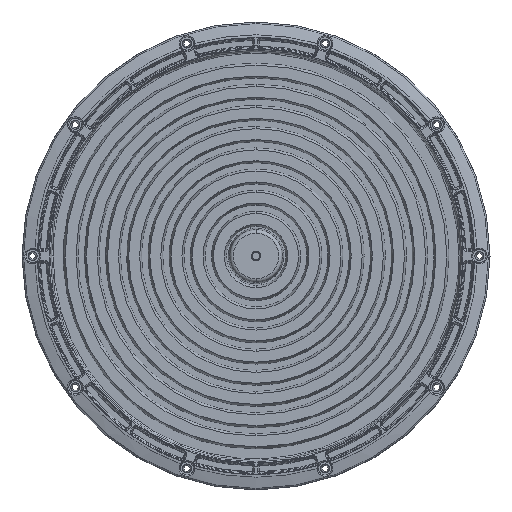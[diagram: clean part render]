
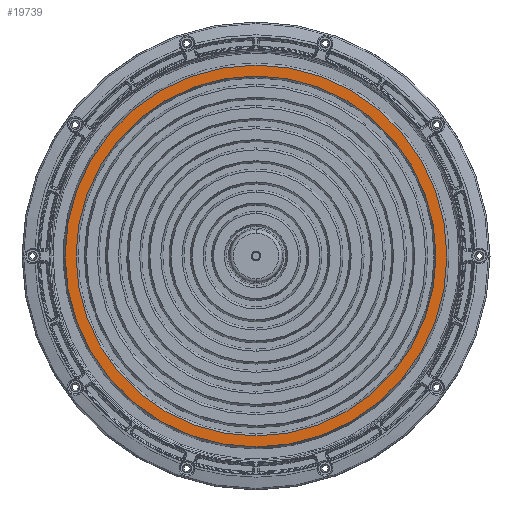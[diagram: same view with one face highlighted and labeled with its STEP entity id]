
A CAD part, top view. The second image highlights one B-rep face of the part: STEP entity #19739.
In plain terms, the highlighted planar face has unit normal (0, 0, 1).
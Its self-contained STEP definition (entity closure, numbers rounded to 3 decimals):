
#846 = EDGE_CURVE ( 'NONE', #8517, #59042, #19197, .T. ) ;
#2642 = PLANE ( 'NONE',  #2795 ) ;
#2795 = AXIS2_PLACEMENT_3D ( 'NONE', #23110, #43622, #64148 ) ;
#3638 = AXIS2_PLACEMENT_3D ( 'NONE', #7089, #22510, #43028 ) ;
#5359 = EDGE_CURVE ( 'NONE', #58285, #54794, #51613, .T. ) ;
#7089 = CARTESIAN_POINT ( 'NONE',  ( 0., 0., 6. ) ) ;
#7827 = DIRECTION ( 'NONE',  ( 0., 0., -1. ) ) ;
#8517 = VERTEX_POINT ( 'NONE', #45113 ) ;
#9741 = CARTESIAN_POINT ( 'NONE',  ( 0., 0., 6. ) ) ;
#12467 = EDGE_CURVE ( 'NONE', #54794, #58285, #20788, .T. ) ;
#14428 = CIRCLE ( 'NONE', #51992, 101.911 ) ;
#18830 = DIRECTION ( 'NONE',  ( 1., 0., 0. ) ) ;
#19197 = CIRCLE ( 'NONE', #33103, 101.911 ) ;
#19739 = ADVANCED_FACE ( 'NONE', ( #28152, #48659 ), #2642, .T. ) ;
#20788 = CIRCLE ( 'NONE', #3638, 108.089 ) ;
#22510 = DIRECTION ( 'NONE',  ( 0., 0., 1. ) ) ;
#22732 = CARTESIAN_POINT ( 'NONE',  ( 0., 108.089, 6. ) ) ;
#23110 = CARTESIAN_POINT ( 'NONE',  ( 0., 0., 6. ) ) ;
#28152 = FACE_OUTER_BOUND ( 'NONE', #44427, .T. ) ;
#28305 = DIRECTION ( 'NONE',  ( 1., 0., 0. ) ) ;
#30226 = DIRECTION ( 'NONE',  ( 0., 0., -1. ) ) ;
#31109 = ORIENTED_EDGE ( 'NONE', *, *, #846, .T. ) ;
#33103 = AXIS2_PLACEMENT_3D ( 'NONE', #53868, #7827, #28305 ) ;
#34117 = ORIENTED_EDGE ( 'NONE', *, *, #5359, .T. ) ;
#41384 = EDGE_LOOP ( 'NONE', ( #63628, #31109 ) ) ;
#43028 = DIRECTION ( 'NONE',  ( 1., 0., 0. ) ) ;
#43029 = AXIS2_PLACEMENT_3D ( 'NONE', #44369, #64897, #18830 ) ;
#43622 = DIRECTION ( 'NONE',  ( 0., 0., 1. ) ) ;
#44369 = CARTESIAN_POINT ( 'NONE',  ( 0., 0., 6. ) ) ;
#44427 = EDGE_LOOP ( 'NONE', ( #49251, #34117 ) ) ;
#45113 = CARTESIAN_POINT ( 'NONE',  ( 0., 101.911, 6. ) ) ;
#48659 = FACE_BOUND ( 'NONE', #41384, .T. ) ;
#49251 = ORIENTED_EDGE ( 'NONE', *, *, #12467, .T. ) ;
#50738 = DIRECTION ( 'NONE',  ( 1., 0., 0. ) ) ;
#51613 = CIRCLE ( 'NONE', #43029, 108.089 ) ;
#51992 = AXIS2_PLACEMENT_3D ( 'NONE', #9741, #30226, #50738 ) ;
#52288 = EDGE_CURVE ( 'NONE', #59042, #8517, #14428, .T. ) ;
#53868 = CARTESIAN_POINT ( 'NONE',  ( 0., 0., 6. ) ) ;
#54794 = VERTEX_POINT ( 'NONE', #22732 ) ;
#55335 = CARTESIAN_POINT ( 'NONE',  ( 0., -108.089, 6. ) ) ;
#56408 = CARTESIAN_POINT ( 'NONE',  ( 0., -101.911, 6. ) ) ;
#58285 = VERTEX_POINT ( 'NONE', #55335 ) ;
#59042 = VERTEX_POINT ( 'NONE', #56408 ) ;
#63628 = ORIENTED_EDGE ( 'NONE', *, *, #52288, .T. ) ;
#64148 = DIRECTION ( 'NONE',  ( 1., 0., 0. ) ) ;
#64897 = DIRECTION ( 'NONE',  ( 0., 0., 1. ) ) ;
